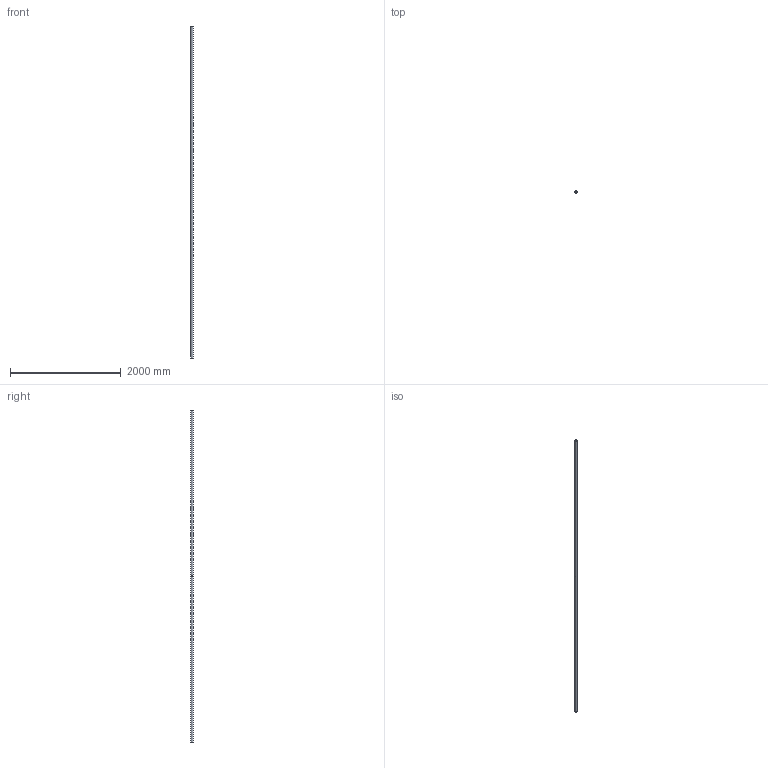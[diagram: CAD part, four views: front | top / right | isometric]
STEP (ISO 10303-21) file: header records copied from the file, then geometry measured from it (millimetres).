
FILE_DESCRIPTION (( 'STEP AP203' ), '1' );
FILE_NAME ('55130-240G.step', '2024-04-29T09:27:14', ( '' ), ( '' ), 'SwSTEP 2.0', 'SolidWorks 2018', '' );
FILE_SCHEMA (( 'CONFIG_CONTROL_DESIGN' ));
Length unit declared in the file: millimetre
Products named in the file (1): 55130-240G
Bounding box: 42.4 x 42.4 x 6000 mm (x, y, z)
Volume: 1523043.8 mm3; surface area: 1523558.9 mm2
Topology: 1 solids, 1 shells, 263 faces, 705 edges, 470 vertices
Faces by surface type: plane 126, bspline 109, cylinder 28
Full cylindrical faces by diameter (mm): 38.4 x1, 42.4 x1
Entity records: 12453 total; most frequent: CARTESIAN_POINT 6499, ORIENTED_EDGE 1406, DIRECTION 887, EDGE_CURVE 703, VERTEX_POINT 470, LINE 345, VECTOR 345, EDGE_LOOP 293
